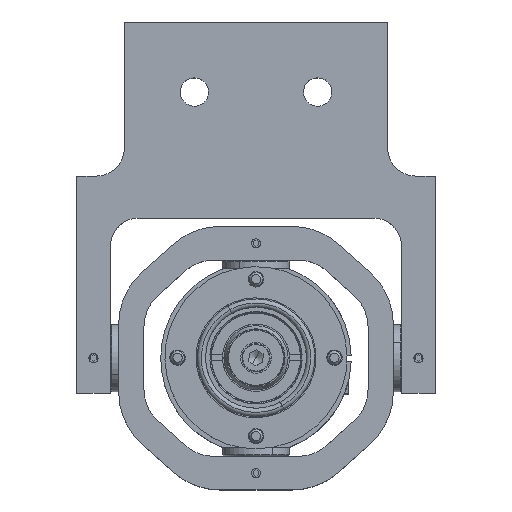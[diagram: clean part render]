
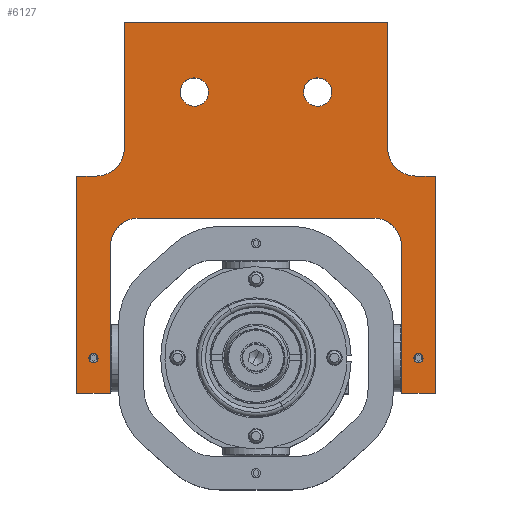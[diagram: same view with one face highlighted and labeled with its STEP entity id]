
A CAD part, top view. The second image highlights one B-rep face of the part: STEP entity #6127.
In plain terms, the highlighted face is planar.
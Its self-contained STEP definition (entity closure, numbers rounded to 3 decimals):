
#5055=CARTESIAN_POINT('Vertex',(17.566,12.5,-92.577)) ;
#5060=CARTESIAN_POINT('Axis2P3D Location',(22.,12.5,-95.)) ;
#5064=CARTESIAN_POINT('Vertex',(26.434,12.5,-97.423)) ;
#5086=CARTESIAN_POINT('Axis2P3D Location',(22.,12.5,-95.)) ;
#5112=CARTESIAN_POINT('Vertex',(47.,12.5,-75.)) ;
#5117=CARTESIAN_POINT('Axis2P3D Location',(57.,12.5,-75.)) ;
#5121=CARTESIAN_POINT('Vertex',(57.,12.5,-65.)) ;
#5159=CARTESIAN_POINT('Vertex',(47.,12.5,-120.)) ;
#5162=CARTESIAN_POINT('Line Origine',(47.,12.5,-97.5)) ;
#5190=CARTESIAN_POINT('Vertex',(-47.,12.5,-120.)) ;
#5193=CARTESIAN_POINT('Line Origine',(0.,12.5,-120.)) ;
#5214=CARTESIAN_POINT('Vertex',(-47.,12.5,-75.)) ;
#5219=CARTESIAN_POINT('Line Origine',(-47.,12.5,-97.5)) ;
#5245=CARTESIAN_POINT('Vertex',(-57.,12.5,-65.)) ;
#5250=CARTESIAN_POINT('Axis2P3D Location',(-57.,12.5,-75.)) ;
#5283=CARTESIAN_POINT('Vertex',(-64.,12.5,-65.)) ;
#5286=CARTESIAN_POINT('Line Origine',(-60.5,12.5,-65.)) ;
#5314=CARTESIAN_POINT('Vertex',(-64.,12.5,12.5)) ;
#5317=CARTESIAN_POINT('Line Origine',(-64.,12.5,-26.25)) ;
#5363=CARTESIAN_POINT('Vertex',(-52.,12.5,12.5)) ;
#5366=CARTESIAN_POINT('Line Origine',(-58.,12.5,12.5)) ;
#5387=CARTESIAN_POINT('Vertex',(-52.,12.5,-40.)) ;
#5392=CARTESIAN_POINT('Line Origine',(-52.,12.5,-13.75)) ;
#5436=CARTESIAN_POINT('Vertex',(-42.,12.5,-50.)) ;
#5441=CARTESIAN_POINT('Axis2P3D Location',(-42.,12.5,-40.)) ;
#5474=CARTESIAN_POINT('Vertex',(42.,12.5,-50.)) ;
#5477=CARTESIAN_POINT('Line Origine',(0.,12.5,-50.)) ;
#5498=CARTESIAN_POINT('Vertex',(52.,12.5,-40.)) ;
#5503=CARTESIAN_POINT('Axis2P3D Location',(42.,12.5,-40.)) ;
#5536=CARTESIAN_POINT('Vertex',(52.,12.5,12.5)) ;
#5539=CARTESIAN_POINT('Line Origine',(52.,12.5,-13.75)) ;
#5580=CARTESIAN_POINT('Vertex',(64.,12.5,12.5)) ;
#5583=CARTESIAN_POINT('Line Origine',(58.,12.5,12.5)) ;
#5611=CARTESIAN_POINT('Vertex',(64.,12.5,-65.)) ;
#5614=CARTESIAN_POINT('Line Origine',(64.,12.5,-26.25)) ;
#5644=CARTESIAN_POINT('Line Origine',(60.5,12.5,-65.)) ;
#5948=CARTESIAN_POINT('Vertex',(59.423,12.5,0.777)) ;
#5951=CARTESIAN_POINT('Axis2P3D Location',(58.,12.5,0.)) ;
#5955=CARTESIAN_POINT('Vertex',(56.577,12.5,-0.777)) ;
#5970=CARTESIAN_POINT('Axis2P3D Location',(58.,12.5,0.)) ;
#5986=CARTESIAN_POINT('Vertex',(-59.423,12.5,-0.777)) ;
#5989=CARTESIAN_POINT('Axis2P3D Location',(-58.,12.5,0.)) ;
#5993=CARTESIAN_POINT('Vertex',(-56.577,12.5,0.777)) ;
#6008=CARTESIAN_POINT('Axis2P3D Location',(-58.,12.5,0.)) ;
#6074=CARTESIAN_POINT('Axis2P3D Location',(0.,12.5,0.)) ;
#6097=CARTESIAN_POINT('Axis2P3D Location',(-22.,12.5,-95.)) ;
#6101=CARTESIAN_POINT('Vertex',(-26.434,12.5,-92.577)) ;
#6103=CARTESIAN_POINT('Vertex',(-17.566,12.5,-97.423)) ;
#6106=CARTESIAN_POINT('Axis2P3D Location',(-22.,12.5,-95.)) ;
#5061=DIRECTION('Axis2P3D Direction',(-0.,1.,0.)) ;
#5087=DIRECTION('Axis2P3D Direction',(-0.,1.,0.)) ;
#5118=DIRECTION('Axis2P3D Direction',(0.,1.,0.)) ;
#5163=DIRECTION('Vector Direction',(0.,0.,-1.)) ;
#5194=DIRECTION('Vector Direction',(1.,0.,0.)) ;
#5220=DIRECTION('Vector Direction',(0.,0.,-1.)) ;
#5251=DIRECTION('Axis2P3D Direction',(0.,1.,0.)) ;
#5287=DIRECTION('Vector Direction',(1.,0.,0.)) ;
#5318=DIRECTION('Vector Direction',(0.,0.,-1.)) ;
#5367=DIRECTION('Vector Direction',(-1.,0.,0.)) ;
#5393=DIRECTION('Vector Direction',(0.,0.,1.)) ;
#5442=DIRECTION('Axis2P3D Direction',(0.,1.,0.)) ;
#5478=DIRECTION('Vector Direction',(-1.,0.,0.)) ;
#5504=DIRECTION('Axis2P3D Direction',(-0.,1.,0.)) ;
#5540=DIRECTION('Vector Direction',(0.,0.,-1.)) ;
#5584=DIRECTION('Vector Direction',(-1.,0.,0.)) ;
#5615=DIRECTION('Vector Direction',(0.,0.,1.)) ;
#5645=DIRECTION('Vector Direction',(-1.,0.,0.)) ;
#5952=DIRECTION('Axis2P3D Direction',(0.,-1.,-0.)) ;
#5971=DIRECTION('Axis2P3D Direction',(0.,-1.,-0.)) ;
#5990=DIRECTION('Axis2P3D Direction',(0.,-1.,0.)) ;
#6009=DIRECTION('Axis2P3D Direction',(0.,-1.,0.)) ;
#6075=DIRECTION('Axis2P3D Direction',(0.,1.,-0.)) ;
#6076=DIRECTION('Axis2P3D XDirection',(-1.,0.,0.)) ;
#6098=DIRECTION('Axis2P3D Direction',(0.,1.,-0.)) ;
#6107=DIRECTION('Axis2P3D Direction',(0.,1.,-0.)) ;
#5062=AXIS2_PLACEMENT_3D('Circle Axis2P3D',#5060,#5061,$) ;
#5088=AXIS2_PLACEMENT_3D('Circle Axis2P3D',#5086,#5087,$) ;
#5119=AXIS2_PLACEMENT_3D('Circle Axis2P3D',#5117,#5118,$) ;
#5252=AXIS2_PLACEMENT_3D('Circle Axis2P3D',#5250,#5251,$) ;
#5443=AXIS2_PLACEMENT_3D('Circle Axis2P3D',#5441,#5442,$) ;
#5505=AXIS2_PLACEMENT_3D('Circle Axis2P3D',#5503,#5504,$) ;
#5953=AXIS2_PLACEMENT_3D('Circle Axis2P3D',#5951,#5952,$) ;
#5972=AXIS2_PLACEMENT_3D('Circle Axis2P3D',#5970,#5971,$) ;
#5991=AXIS2_PLACEMENT_3D('Circle Axis2P3D',#5989,#5990,$) ;
#6010=AXIS2_PLACEMENT_3D('Circle Axis2P3D',#6008,#6009,$) ;
#6077=AXIS2_PLACEMENT_3D('Plane Axis2P3D',#6074,#6075,#6076) ;
#6099=AXIS2_PLACEMENT_3D('Circle Axis2P3D',#6097,#6098,$) ;
#6108=AXIS2_PLACEMENT_3D('Circle Axis2P3D',#6106,#6107,$) ;
#6080=ORIENTED_EDGE('',*,*,#5123,.T.) ;
#6081=ORIENTED_EDGE('',*,*,#5166,.T.) ;
#6082=ORIENTED_EDGE('',*,*,#5197,.T.) ;
#6083=ORIENTED_EDGE('',*,*,#5223,.T.) ;
#6084=ORIENTED_EDGE('',*,*,#5254,.T.) ;
#6085=ORIENTED_EDGE('',*,*,#5290,.T.) ;
#6086=ORIENTED_EDGE('',*,*,#5321,.T.) ;
#6087=ORIENTED_EDGE('',*,*,#5370,.T.) ;
#6088=ORIENTED_EDGE('',*,*,#5396,.T.) ;
#6089=ORIENTED_EDGE('',*,*,#5445,.T.) ;
#6090=ORIENTED_EDGE('',*,*,#5481,.T.) ;
#6091=ORIENTED_EDGE('',*,*,#5507,.T.) ;
#6092=ORIENTED_EDGE('',*,*,#5543,.T.) ;
#6093=ORIENTED_EDGE('',*,*,#5587,.T.) ;
#6094=ORIENTED_EDGE('',*,*,#5618,.T.) ;
#6095=ORIENTED_EDGE('',*,*,#5648,.T.) ;
#6112=ORIENTED_EDGE('',*,*,#6105,.F.) ;
#6113=ORIENTED_EDGE('',*,*,#6110,.F.) ;
#6116=ORIENTED_EDGE('',*,*,#5090,.F.) ;
#6117=ORIENTED_EDGE('',*,*,#5066,.F.) ;
#6120=ORIENTED_EDGE('',*,*,#6012,.F.) ;
#6121=ORIENTED_EDGE('',*,*,#5995,.F.) ;
#6124=ORIENTED_EDGE('',*,*,#5974,.F.) ;
#6125=ORIENTED_EDGE('',*,*,#5957,.F.) ;
#6114=FACE_BOUND('',#6111,.T.) ;
#6118=FACE_BOUND('',#6115,.T.) ;
#6122=FACE_BOUND('',#6119,.T.) ;
#6126=FACE_BOUND('',#6123,.T.) ;
#5164=VECTOR('Line Direction',#5163,1.) ;
#5195=VECTOR('Line Direction',#5194,1.) ;
#5221=VECTOR('Line Direction',#5220,1.) ;
#5288=VECTOR('Line Direction',#5287,1.) ;
#5319=VECTOR('Line Direction',#5318,1.) ;
#5368=VECTOR('Line Direction',#5367,1.) ;
#5394=VECTOR('Line Direction',#5393,1.) ;
#5479=VECTOR('Line Direction',#5478,1.) ;
#5541=VECTOR('Line Direction',#5540,1.) ;
#5585=VECTOR('Line Direction',#5584,1.) ;
#5616=VECTOR('Line Direction',#5615,1.) ;
#5646=VECTOR('Line Direction',#5645,1.) ;
#6127=ADVANCED_FACE('Hauptk\X2\00F6\X0\rper',(#6096,#6114,#6118,#6122,#6126),#6078,.T.) ;
#5063=CIRCLE('generated circle',#5062,5.053) ;
#5089=CIRCLE('generated circle',#5088,5.053) ;
#5120=CIRCLE('generated circle',#5119,10.) ;
#5253=CIRCLE('generated circle',#5252,10.) ;
#5444=CIRCLE('generated circle',#5443,10.) ;
#5506=CIRCLE('generated circle',#5505,10.) ;
#5954=CIRCLE('generated circle',#5953,1.621) ;
#5973=CIRCLE('generated circle',#5972,1.621) ;
#5992=CIRCLE('generated circle',#5991,1.621) ;
#6011=CIRCLE('generated circle',#6010,1.621) ;
#6100=CIRCLE('generated circle',#6099,5.053) ;
#6109=CIRCLE('generated circle',#6108,5.053) ;
#5066=EDGE_CURVE('',#5056,#5065,#5063,.T.) ;
#5090=EDGE_CURVE('',#5065,#5056,#5089,.T.) ;
#5123=EDGE_CURVE('',#5122,#5113,#5120,.F.) ;
#5166=EDGE_CURVE('',#5113,#5160,#5165,.T.) ;
#5197=EDGE_CURVE('',#5160,#5191,#5196,.F.) ;
#5223=EDGE_CURVE('',#5191,#5215,#5222,.F.) ;
#5254=EDGE_CURVE('',#5215,#5246,#5253,.F.) ;
#5290=EDGE_CURVE('',#5246,#5284,#5289,.F.) ;
#5321=EDGE_CURVE('',#5284,#5315,#5320,.F.) ;
#5370=EDGE_CURVE('',#5315,#5364,#5369,.F.) ;
#5396=EDGE_CURVE('',#5364,#5388,#5395,.F.) ;
#5445=EDGE_CURVE('',#5388,#5437,#5444,.F.) ;
#5481=EDGE_CURVE('',#5437,#5475,#5480,.F.) ;
#5507=EDGE_CURVE('',#5475,#5499,#5506,.F.) ;
#5543=EDGE_CURVE('',#5499,#5537,#5542,.F.) ;
#5587=EDGE_CURVE('',#5537,#5581,#5586,.F.) ;
#5618=EDGE_CURVE('',#5581,#5612,#5617,.F.) ;
#5648=EDGE_CURVE('',#5612,#5122,#5647,.T.) ;
#5957=EDGE_CURVE('',#5949,#5956,#5954,.F.) ;
#5974=EDGE_CURVE('',#5956,#5949,#5973,.F.) ;
#5995=EDGE_CURVE('',#5987,#5994,#5992,.F.) ;
#6012=EDGE_CURVE('',#5994,#5987,#6011,.F.) ;
#6105=EDGE_CURVE('',#6102,#6104,#6100,.T.) ;
#6110=EDGE_CURVE('',#6104,#6102,#6109,.T.) ;
#6079=EDGE_LOOP('',(#6080,#6081,#6082,#6083,#6084,#6085,#6086,#6087,#6088,#6089,#6090,#6091,#6092,#6093,#6094,#6095)) ;
#6111=EDGE_LOOP('',(#6112,#6113)) ;
#6115=EDGE_LOOP('',(#6116,#6117)) ;
#6119=EDGE_LOOP('',(#6120,#6121)) ;
#6123=EDGE_LOOP('',(#6124,#6125)) ;
#6096=FACE_OUTER_BOUND('',#6079,.T.) ;
#5165=LINE('Line',#5162,#5164) ;
#5196=LINE('Line',#5193,#5195) ;
#5222=LINE('Line',#5219,#5221) ;
#5289=LINE('Line',#5286,#5288) ;
#5320=LINE('Line',#5317,#5319) ;
#5369=LINE('Line',#5366,#5368) ;
#5395=LINE('Line',#5392,#5394) ;
#5480=LINE('Line',#5477,#5479) ;
#5542=LINE('Line',#5539,#5541) ;
#5586=LINE('Line',#5583,#5585) ;
#5617=LINE('Line',#5614,#5616) ;
#5647=LINE('Line',#5644,#5646) ;
#6078=PLANE('Plane',#6077) ;
#5056=VERTEX_POINT('',#5055) ;
#5065=VERTEX_POINT('',#5064) ;
#5113=VERTEX_POINT('',#5112) ;
#5122=VERTEX_POINT('',#5121) ;
#5160=VERTEX_POINT('',#5159) ;
#5191=VERTEX_POINT('',#5190) ;
#5215=VERTEX_POINT('',#5214) ;
#5246=VERTEX_POINT('',#5245) ;
#5284=VERTEX_POINT('',#5283) ;
#5315=VERTEX_POINT('',#5314) ;
#5364=VERTEX_POINT('',#5363) ;
#5388=VERTEX_POINT('',#5387) ;
#5437=VERTEX_POINT('',#5436) ;
#5475=VERTEX_POINT('',#5474) ;
#5499=VERTEX_POINT('',#5498) ;
#5537=VERTEX_POINT('',#5536) ;
#5581=VERTEX_POINT('',#5580) ;
#5612=VERTEX_POINT('',#5611) ;
#5949=VERTEX_POINT('',#5948) ;
#5956=VERTEX_POINT('',#5955) ;
#5987=VERTEX_POINT('',#5986) ;
#5994=VERTEX_POINT('',#5993) ;
#6102=VERTEX_POINT('',#6101) ;
#6104=VERTEX_POINT('',#6103) ;
